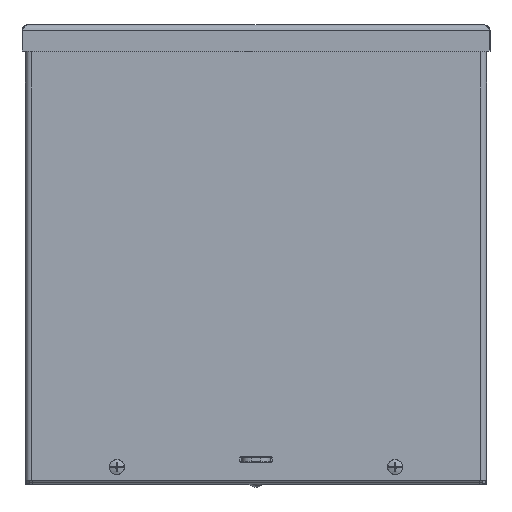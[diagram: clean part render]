
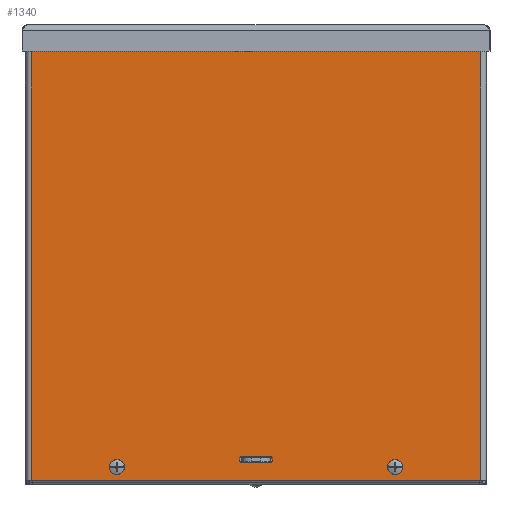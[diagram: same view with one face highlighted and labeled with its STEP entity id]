
A CAD part, top view. The second image highlights one B-rep face of the part: STEP entity #1340.
In plain terms, the highlighted planar face has unit normal (0, 0, 1).
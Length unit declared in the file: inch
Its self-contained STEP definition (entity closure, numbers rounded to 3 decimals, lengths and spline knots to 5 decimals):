
#70 = VECTOR ( 'NONE', #895, 39.37008 ) ;
#213 = ORIENTED_EDGE ( 'NONE', *, *, #7140, .F. ) ;
#455 = DIRECTION ( 'NONE',  ( 1., 0., 0. ) ) ;
#534 = VERTEX_POINT ( 'NONE', #6236 ) ;
#893 = EDGE_LOOP ( 'NONE', ( #18522 ) ) ;
#895 = DIRECTION ( 'NONE',  ( 1., 0., 0. ) ) ;
#974 = DIRECTION ( 'NONE',  ( 1., 0., 0. ) ) ;
#1010 = LINE ( 'NONE', #13263, #6480 ) ;
#1238 = FACE_OUTER_BOUND ( 'NONE', #15149, .T. ) ;
#1340 = ADVANCED_FACE ( 'NONE', ( #1238, #9594, #16784, #5763, #8476, #13221 ), #4160, .F. ) ;
#1373 = VECTOR ( 'NONE', #14101, 39.37008 ) ;
#1544 = CARTESIAN_POINT ( 'NONE',  ( 0.39063, -5.32113, 2.19362 ) ) ;
#1647 = ORIENTED_EDGE ( 'NONE', *, *, #9155, .T. ) ;
#1771 = DIRECTION ( 'NONE',  ( 0., 1., 0. ) ) ;
#1815 = DIRECTION ( 'NONE',  ( 1., 0., 0. ) ) ;
#1885 = CARTESIAN_POINT ( 'NONE',  ( -3.53125, -5.5625, 2.19362 ) ) ;
#1894 = DIRECTION ( 'NONE',  ( -1., 0., 0. ) ) ;
#1905 = VERTEX_POINT ( 'NONE', #12832 ) ;
#1934 = DIRECTION ( 'NONE',  ( 0.707, -0.707, 0. ) ) ;
#1942 = DIRECTION ( 'NONE',  ( 0., 0., -1. ) ) ;
#2132 = EDGE_CURVE ( 'NONE', #17966, #17966, #7977, .T. ) ;
#2167 = DIRECTION ( 'NONE',  ( -0.707, -0.707, 0. ) ) ;
#2341 = LINE ( 'NONE', #6928, #17424 ) ;
#2402 = CARTESIAN_POINT ( 'NONE',  ( 0.42188, -5.32112, 2.19362 ) ) ;
#2780 = CARTESIAN_POINT ( 'NONE',  ( -0.39063, -5.28987, 2.19362 ) ) ;
#3015 = DIRECTION ( 'NONE',  ( 0.707, 0.707, 0. ) ) ;
#3165 = CARTESIAN_POINT ( 'NONE',  ( -3.53125, 5.59375, 2.19362 ) ) ;
#3230 = EDGE_CURVE ( 'NONE', #12121, #534, #14842, .T. ) ;
#3356 = DIRECTION ( 'NONE',  ( -1., 0., 0. ) ) ;
#3444 = ORIENTED_EDGE ( 'NONE', *, *, #7488, .T. ) ;
#3576 = DIRECTION ( 'NONE',  ( 0., 0., -1. ) ) ;
#3589 = CARTESIAN_POINT ( 'NONE',  ( -5.90625, 5.95313, 2.19362 ) ) ;
#3609 = EDGE_CURVE ( 'NONE', #12777, #13114, #15462, .T. ) ;
#3853 = ORIENTED_EDGE ( 'NONE', *, *, #12840, .F. ) ;
#3892 = VECTOR ( 'NONE', #1771, 39.37008 ) ;
#4014 = CARTESIAN_POINT ( 'NONE',  ( 0.42188, -2.63713, 2.19362 ) ) ;
#4071 = DIRECTION ( 'NONE',  ( 0., 0., -1. ) ) ;
#4160 = PLANE ( 'NONE',  #15118 ) ;
#4224 = CARTESIAN_POINT ( 'NONE',  ( -0.39063, -5.32113, 2.19362 ) ) ;
#4262 = DIRECTION ( 'NONE',  ( 0., 0., 1. ) ) ;
#4308 = VERTEX_POINT ( 'NONE', #14434 ) ;
#4456 = CIRCLE ( 'NONE', #15052, 0.03125 ) ;
#4496 = VECTOR ( 'NONE', #8545, 39.37008 ) ;
#4797 = CARTESIAN_POINT ( 'NONE',  ( -0.39063, -5.44612, 2.19362 ) ) ;
#5004 = CARTESIAN_POINT ( 'NONE',  ( -0.39063, -5.41488, 2.19362 ) ) ;
#5040 = LINE ( 'NONE', #12538, #70 ) ;
#5067 = DIRECTION ( 'NONE',  ( 0., 0., 1. ) ) ;
#5236 = CIRCLE ( 'NONE', #11556, 0.125 ) ;
#5285 = CARTESIAN_POINT ( 'NONE',  ( -0.42187, -5.32112, 2.19362 ) ) ;
#5496 = DIRECTION ( 'NONE',  ( 0., 0., -1. ) ) ;
#5604 = DIRECTION ( 'NONE',  ( 0., 0., -1. ) ) ;
#5624 = DIRECTION ( 'NONE',  ( 0., 0., 1. ) ) ;
#5763 = FACE_BOUND ( 'NONE', #13680, .T. ) ;
#5868 = CARTESIAN_POINT ( 'NONE',  ( -6.059, -5.92188, 2.19362 ) ) ;
#5914 = CARTESIAN_POINT ( 'NONE',  ( -0.42187, -5.41487, 2.19362 ) ) ;
#6230 = EDGE_CURVE ( 'NONE', #7311, #12121, #2341, .T. ) ;
#6236 = CARTESIAN_POINT ( 'NONE',  ( 5.90625, -5.92187, 2.19362 ) ) ;
#6248 = LINE ( 'NONE', #9028, #13461 ) ;
#6372 = CARTESIAN_POINT ( 'NONE',  ( 0.39063, -5.41488, 2.19362 ) ) ;
#6480 = VECTOR ( 'NONE', #3356, 39.37008 ) ;
#6489 = CARTESIAN_POINT ( 'NONE',  ( 3.65625, 5.59375, 2.19362 ) ) ;
#6618 = ORIENTED_EDGE ( 'NONE', *, *, #9446, .T. ) ;
#6751 = CARTESIAN_POINT ( 'NONE',  ( 0.39062, -5.28987, 2.19362 ) ) ;
#6928 = CARTESIAN_POINT ( 'NONE',  ( -5.90625, 2.98438, 2.19362 ) ) ;
#7135 = DIRECTION ( 'NONE',  ( 1., 0., 0. ) ) ;
#7140 = EDGE_CURVE ( 'NONE', #4308, #1905, #7262, .T. ) ;
#7190 = VERTEX_POINT ( 'NONE', #17737 ) ;
#7198 = CARTESIAN_POINT ( 'NONE',  ( 5.90625, 5.95313, 2.19362 ) ) ;
#7262 = CIRCLE ( 'NONE', #12495, 0.03125 ) ;
#7311 = VERTEX_POINT ( 'NONE', #3589 ) ;
#7367 = ORIENTED_EDGE ( 'NONE', *, *, #13630, .T. ) ;
#7400 = CARTESIAN_POINT ( 'NONE',  ( 3.78125, 5.59375, 2.19362 ) ) ;
#7488 = EDGE_CURVE ( 'NONE', #16297, #9990, #13963, .T. ) ;
#7778 = EDGE_LOOP ( 'NONE', ( #12107 ) ) ;
#7977 = CIRCLE ( 'NONE', #15395, 0.125 ) ;
#8034 = AXIS2_PLACEMENT_3D ( 'NONE', #1544, #4262, #3015 ) ;
#8274 = EDGE_CURVE ( 'NONE', #4308, #15513, #6248, .T. ) ;
#8300 = EDGE_CURVE ( 'NONE', #17522, #7311, #1010, .T. ) ;
#8476 = FACE_BOUND ( 'NONE', #893, .T. ) ;
#8537 = ORIENTED_EDGE ( 'NONE', *, *, #2132, .T. ) ;
#8545 = DIRECTION ( 'NONE',  ( 0., 1., 0. ) ) ;
#9028 = CARTESIAN_POINT ( 'NONE',  ( 0.21094, -5.44613, 2.19362 ) ) ;
#9155 = EDGE_CURVE ( 'NONE', #534, #17522, #10213, .T. ) ;
#9446 = EDGE_CURVE ( 'NONE', #12777, #1905, #18244, .T. ) ;
#9594 = FACE_BOUND ( 'NONE', #10511, .T. ) ;
#9937 = ORIENTED_EDGE ( 'NONE', *, *, #10279, .T. ) ;
#9990 = VERTEX_POINT ( 'NONE', #5285 ) ;
#10076 = VERTEX_POINT ( 'NONE', #2780 ) ;
#10213 = LINE ( 'NONE', #12129, #3892 ) ;
#10279 = EDGE_CURVE ( 'NONE', #18167, #18167, #11467, .T. ) ;
#10472 = CARTESIAN_POINT ( 'NONE',  ( -3.65625, 5.59375, 2.19362 ) ) ;
#10511 = EDGE_LOOP ( 'NONE', ( #9937 ) ) ;
#10659 = EDGE_CURVE ( 'NONE', #16297, #15513, #15926, .T. ) ;
#10763 = AXIS2_PLACEMENT_3D ( 'NONE', #5004, #5067, #2167 ) ;
#11373 = DIRECTION ( 'NONE',  ( -0.707, 0.707, 0. ) ) ;
#11413 = CARTESIAN_POINT ( 'NONE',  ( 3.65625, -5.5625, 2.19362 ) ) ;
#11467 = CIRCLE ( 'NONE', #16390, 0.125 ) ;
#11536 = CARTESIAN_POINT ( 'NONE',  ( -0.42188, -2.71525, 2.19362 ) ) ;
#11556 = AXIS2_PLACEMENT_3D ( 'NONE', #6489, #3576, #455 ) ;
#12054 = DIRECTION ( 'NONE',  ( 0., 0., 1. ) ) ;
#12107 = ORIENTED_EDGE ( 'NONE', *, *, #12518, .T. ) ;
#12121 = VERTEX_POINT ( 'NONE', #15299 ) ;
#12129 = CARTESIAN_POINT ( 'NONE',  ( 5.90625, -2.95313, 2.19362 ) ) ;
#12495 = AXIS2_PLACEMENT_3D ( 'NONE', #6372, #12054, #1934 ) ;
#12518 = EDGE_CURVE ( 'NONE', #13040, #13040, #5236, .T. ) ;
#12538 = CARTESIAN_POINT ( 'NONE',  ( -0.21094, -5.28988, 2.19362 ) ) ;
#12777 = VERTEX_POINT ( 'NONE', #2402 ) ;
#12832 = CARTESIAN_POINT ( 'NONE',  ( 0.42188, -5.41487, 2.19362 ) ) ;
#12840 = EDGE_CURVE ( 'NONE', #10076, #9990, #4456, .T. ) ;
#13040 = VERTEX_POINT ( 'NONE', #7400 ) ;
#13114 = VERTEX_POINT ( 'NONE', #6751 ) ;
#13221 = FACE_BOUND ( 'NONE', #7778, .T. ) ;
#13244 = EDGE_LOOP ( 'NONE', ( #8537 ) ) ;
#13263 = CARTESIAN_POINT ( 'NONE',  ( 6.059, 5.95313, 2.19362 ) ) ;
#13441 = DIRECTION ( 'NONE',  ( 1., 0., 0. ) ) ;
#13461 = VECTOR ( 'NONE', #1894, 39.37008 ) ;
#13630 = EDGE_CURVE ( 'NONE', #10076, #13114, #5040, .T. ) ;
#13680 = EDGE_LOOP ( 'NONE', ( #6618, #213, #14587, #15072, #3444, #3853, #7367, #14106 ) ) ;
#13963 = LINE ( 'NONE', #11536, #4496 ) ;
#14101 = DIRECTION ( 'NONE',  ( 0., -1., 0. ) ) ;
#14106 = ORIENTED_EDGE ( 'NONE', *, *, #3609, .F. ) ;
#14159 = CARTESIAN_POINT ( 'NONE',  ( -3.65625, -5.5625, 2.19362 ) ) ;
#14163 = ORIENTED_EDGE ( 'NONE', *, *, #6230, .T. ) ;
#14378 = VECTOR ( 'NONE', #1815, 39.37008 ) ;
#14434 = CARTESIAN_POINT ( 'NONE',  ( 0.39062, -5.44612, 2.19362 ) ) ;
#14587 = ORIENTED_EDGE ( 'NONE', *, *, #8274, .T. ) ;
#14842 = LINE ( 'NONE', #5868, #14378 ) ;
#15052 = AXIS2_PLACEMENT_3D ( 'NONE', #4224, #5624, #11373 ) ;
#15072 = ORIENTED_EDGE ( 'NONE', *, *, #10659, .F. ) ;
#15118 = AXIS2_PLACEMENT_3D ( 'NONE', #15508, #5496, #16944 ) ;
#15149 = EDGE_LOOP ( 'NONE', ( #1647, #17388, #14163, #15628 ) ) ;
#15299 = CARTESIAN_POINT ( 'NONE',  ( -5.90625, -5.92187, 2.19362 ) ) ;
#15395 = AXIS2_PLACEMENT_3D ( 'NONE', #10472, #1942, #13441 ) ;
#15462 = CIRCLE ( 'NONE', #8034, 0.03125 ) ;
#15508 = CARTESIAN_POINT ( 'NONE',  ( 0., 0.01563, 2.19362 ) ) ;
#15513 = VERTEX_POINT ( 'NONE', #4797 ) ;
#15542 = CIRCLE ( 'NONE', #16644, 0.125 ) ;
#15628 = ORIENTED_EDGE ( 'NONE', *, *, #3230, .T. ) ;
#15926 = CIRCLE ( 'NONE', #10763, 0.03125 ) ;
#16297 = VERTEX_POINT ( 'NONE', #5914 ) ;
#16390 = AXIS2_PLACEMENT_3D ( 'NONE', #14159, #4071, #974 ) ;
#16644 = AXIS2_PLACEMENT_3D ( 'NONE', #11413, #5604, #7135 ) ;
#16784 = FACE_BOUND ( 'NONE', #13244, .T. ) ;
#16944 = DIRECTION ( 'NONE',  ( 1., 0., 0. ) ) ;
#17163 = DIRECTION ( 'NONE',  ( 0., -1., 0. ) ) ;
#17388 = ORIENTED_EDGE ( 'NONE', *, *, #8300, .T. ) ;
#17424 = VECTOR ( 'NONE', #17163, 39.37008 ) ;
#17460 = EDGE_CURVE ( 'NONE', #7190, #7190, #15542, .T. ) ;
#17522 = VERTEX_POINT ( 'NONE', #7198 ) ;
#17737 = CARTESIAN_POINT ( 'NONE',  ( 3.78125, -5.5625, 2.19362 ) ) ;
#17966 = VERTEX_POINT ( 'NONE', #3165 ) ;
#18167 = VERTEX_POINT ( 'NONE', #1885 ) ;
#18244 = LINE ( 'NONE', #4014, #1373 ) ;
#18522 = ORIENTED_EDGE ( 'NONE', *, *, #17460, .T. ) ;
